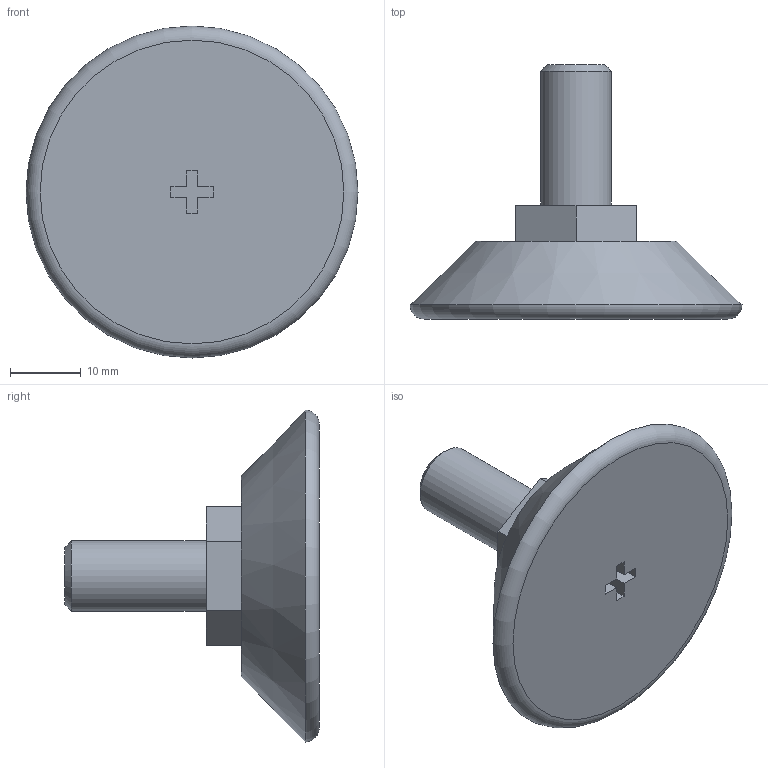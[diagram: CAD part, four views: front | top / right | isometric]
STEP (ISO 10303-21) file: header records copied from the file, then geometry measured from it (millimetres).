
FILE_DESCRIPTION( ( 'STEP AP214' ), '1' );
FILE_NAME( 'K0675.4710X020.stp', '2020-12-09T11:09:00', ( '' ), ( '' ), ' ', 'PARTsolutions', ' ' );
FILE_SCHEMA( ( 'AUTOMOTIVE_DESIGN { 1 0 10303 214 1 1 1 1 }' ) );
Length unit declared in the file: millimetre
Products named in the file (1): _K0675.4710X020
Bounding box: 47 x 36 x 47 mm (x, y, z)
Volume: 16367 mm3; surface area: 5071 mm2
Topology: 1 solids, 1 shells, 27 faces, 65 edges, 43 vertices
Faces by surface type: plane 23, cone 2, torus 1, cylinder 1
Full cylindrical faces by diameter (mm): 10 x1
Entity records: 980 total; most frequent: CARTESIAN_POINT 130, DIRECTION 122, ORIENTED_EDGE 120, EDGE_CURVE 60, LINE 54, VECTOR 54, VERTEX_POINT 42, AXIS2_PLACEMENT_3D 34
